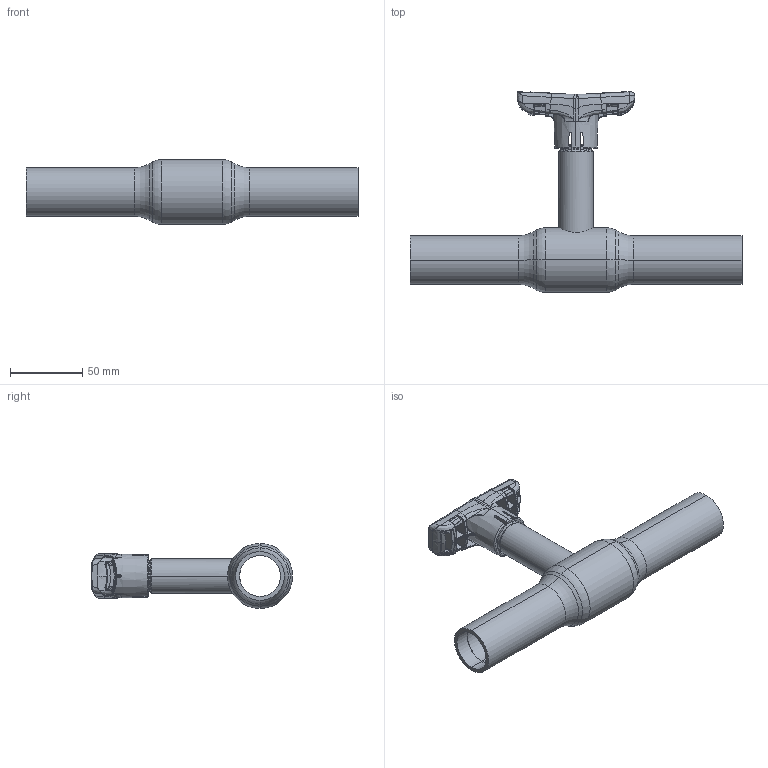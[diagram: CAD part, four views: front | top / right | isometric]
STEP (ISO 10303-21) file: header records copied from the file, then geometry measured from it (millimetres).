
FILE_DESCRIPTION (( 'STEP AP214' ), '1' );
FILE_NAME ('1025003001-2401.step', '2023-09-12T10:12:31', ( '' ), ( '' ), 'SwSTEP 2.0', 'SolidWorks 2021', '' );
FILE_SCHEMA (( 'AUTOMOTIVE_DESIGN' ));
Length unit declared in the file: millimetre
Products named in the file (1): 1025003001-2401
Bounding box: 230 x 139.28 x 45 mm (x, y, z)
Surface area: 58120.2 mm2 (no closed solid volume)
Topology: 0 solids, 4 shells, 524 faces, 1689 edges, 1092 vertices
Faces by surface type: bspline 418, plane 39, cylinder 34, torus 17, cone 16
Entity records: 49916 total; most frequent: CARTESIAN_POINT 33566, ORIENTED_EDGE 2760, EDGE_CURVE 1677, B_SPLINE_CURVE_WITH_KNOTS 1223, VERTEX_POINT 1089, DIRECTION 976, EDGE_LOOP 528, UNCERTAINTY_MEASURE_WITH_UNIT 523
